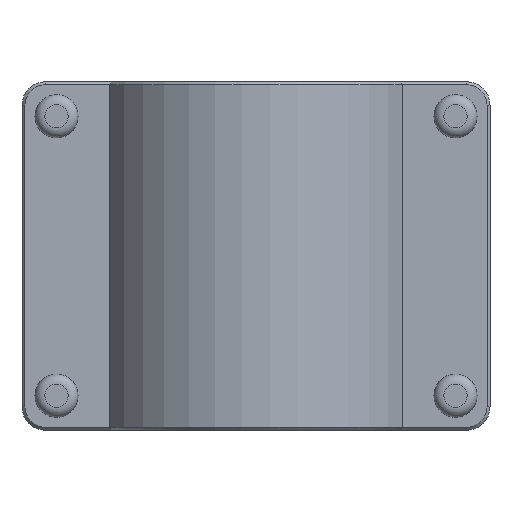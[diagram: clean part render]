
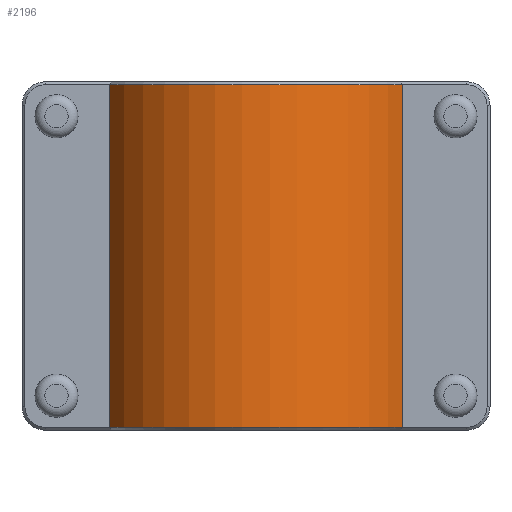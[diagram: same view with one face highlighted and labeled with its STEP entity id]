
A CAD part, front view. The second image highlights one B-rep face of the part: STEP entity #2196.
In plain terms, the highlighted cylindrical face has radius 49.5 mm (diameter 99 mm), a partial arc.
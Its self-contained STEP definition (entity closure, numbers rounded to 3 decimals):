
#294=FACE_OUTER_BOUND('',#462,.T.);
#462=EDGE_LOOP('',(#1829,#1830,#1831,#1832));
#661=LINE('',#3638,#849);
#662=LINE('',#3640,#850);
#849=VECTOR('',#2907,103.2);
#850=VECTOR('',#2910,103.2);
#959=CIRCLE('',#2379,49.5);
#960=CIRCLE('',#2382,49.5);
#1120=VERTEX_POINT('',#3578);
#1121=VERTEX_POINT('',#3583);
#1122=VERTEX_POINT('',#3590);
#1124=VERTEX_POINT('',#3599);
#1366=EDGE_CURVE('',#1120,#1121,#959,.T.);
#1372=EDGE_CURVE('',#1124,#1122,#960,.T.);
#1389=EDGE_CURVE('',#1120,#1122,#661,.T.);
#1390=EDGE_CURVE('',#1121,#1124,#662,.T.);
#1829=ORIENTED_EDGE('',*,*,#1366,.F.);
#1830=ORIENTED_EDGE('',*,*,#1389,.T.);
#1831=ORIENTED_EDGE('',*,*,#1372,.F.);
#1832=ORIENTED_EDGE('',*,*,#1390,.F.);
#2094=CYLINDRICAL_SURFACE('',#2397,49.5);
#2196=ADVANCED_FACE('',(#294),#2094,.T.);
#2379=AXIS2_PLACEMENT_3D('',#3584,#2857,#2858);
#2382=AXIS2_PLACEMENT_3D('',#3604,#2865,#2866);
#2397=AXIS2_PLACEMENT_3D('',#3639,#2908,#2909);
#2857=DIRECTION('center_axis',(0.,0.,-1.));
#2858=DIRECTION('ref_axis',(1.,0.,0.));
#2865=DIRECTION('center_axis',(0.,0.,1.));
#2866=DIRECTION('ref_axis',(1.,0.,0.));
#2907=DIRECTION('',(0.,0.,1.));
#2908=DIRECTION('center_axis',(0.,0.,1.));
#2909=DIRECTION('ref_axis',(1.,0.,0.));
#2910=DIRECTION('',(0.,0.,1.));
#3578=CARTESIAN_POINT('',(44.091,-22.5,-51.6));
#3583=CARTESIAN_POINT('',(-44.091,-22.5,-51.6));
#3584=CARTESIAN_POINT('Origin',(0.,0.,-51.6));
#3590=CARTESIAN_POINT('',(44.091,-22.5,51.6));
#3599=CARTESIAN_POINT('',(-44.091,-22.5,51.6));
#3604=CARTESIAN_POINT('Origin',(0.,0.,51.6));
#3638=CARTESIAN_POINT('',(44.091,-22.5,0.));
#3639=CARTESIAN_POINT('Origin',(0.,0.,0.));
#3640=CARTESIAN_POINT('',(-44.091,-22.5,0.));
